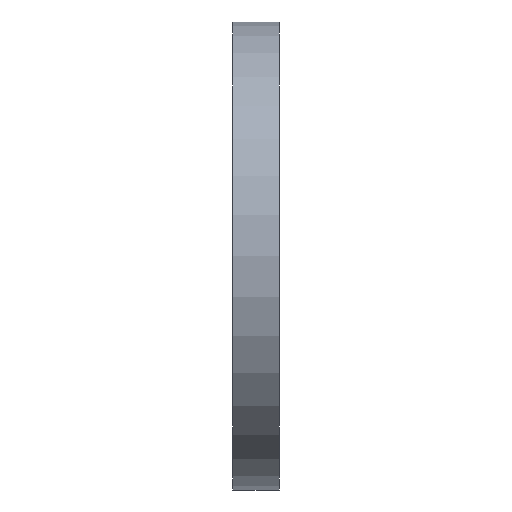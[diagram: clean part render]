
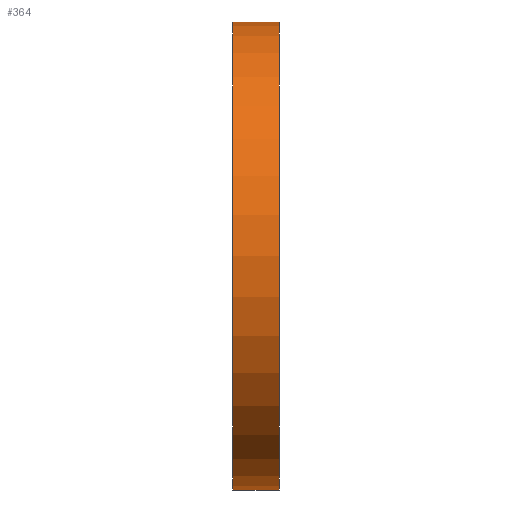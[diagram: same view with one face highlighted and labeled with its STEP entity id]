
A CAD part, left-side view. The second image highlights one B-rep face of the part: STEP entity #364.
In plain terms, the highlighted cylindrical face has radius 110 mm (diameter 220 mm), a partial arc.
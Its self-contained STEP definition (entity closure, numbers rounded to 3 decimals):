
#13 = CARTESIAN_POINT ( 'NONE',  ( 0., 22., 0. ) ) ;
#28 = DIRECTION ( 'NONE',  ( 0., 0., 1. ) ) ;
#66 = CIRCLE ( 'NONE', #307, 110. ) ;
#76 = LINE ( 'NONE', #322, #275 ) ;
#90 = CARTESIAN_POINT ( 'NONE',  ( 0., 0., 110. ) ) ;
#95 = ORIENTED_EDGE ( 'NONE', *, *, #514, .T. ) ;
#218 = AXIS2_PLACEMENT_3D ( 'NONE', #539, #220, #28 ) ;
#220 = DIRECTION ( 'NONE',  ( 0., 1., 0. ) ) ;
#266 = DIRECTION ( 'NONE',  ( 0., 1., 0. ) ) ;
#272 = EDGE_LOOP ( 'NONE', ( #546, #95, #538, #407 ) ) ;
#275 = VECTOR ( 'NONE', #266, 1000. ) ;
#285 = CARTESIAN_POINT ( 'NONE',  ( 0., 34.695, -110. ) ) ;
#306 = CARTESIAN_POINT ( 'NONE',  ( 0., 0., -110. ) ) ;
#307 = AXIS2_PLACEMENT_3D ( 'NONE', #339, #805, #671 ) ;
#313 = EDGE_CURVE ( 'NONE', #793, #340, #653, .T. ) ;
#317 = CARTESIAN_POINT ( 'NONE',  ( 0., 22., -110. ) ) ;
#322 = CARTESIAN_POINT ( 'NONE',  ( 0., 34.695, 110. ) ) ;
#332 = DIRECTION ( 'NONE',  ( 0., 0., 1. ) ) ;
#339 = CARTESIAN_POINT ( 'NONE',  ( 0., 0., 0. ) ) ;
#340 = VERTEX_POINT ( 'NONE', #723 ) ;
#364 = ADVANCED_FACE ( 'NONE', ( #617 ), #403, .T. ) ;
#403 = CYLINDRICAL_SURFACE ( 'NONE', #218, 110. ) ;
#407 = ORIENTED_EDGE ( 'NONE', *, *, #313, .F. ) ;
#426 = AXIS2_PLACEMENT_3D ( 'NONE', #13, #457, #332 ) ;
#457 = DIRECTION ( 'NONE',  ( 0., 1., 0. ) ) ;
#479 = EDGE_CURVE ( 'NONE', #598, #793, #486, .T. ) ;
#482 = DIRECTION ( 'NONE',  ( 0., 1., 0. ) ) ;
#486 = LINE ( 'NONE', #285, #802 ) ;
#514 = EDGE_CURVE ( 'NONE', #598, #527, #66, .T. ) ;
#527 = VERTEX_POINT ( 'NONE', #90 ) ;
#538 = ORIENTED_EDGE ( 'NONE', *, *, #806, .T. ) ;
#539 = CARTESIAN_POINT ( 'NONE',  ( 0., 34.695, 0. ) ) ;
#546 = ORIENTED_EDGE ( 'NONE', *, *, #479, .F. ) ;
#598 = VERTEX_POINT ( 'NONE', #306 ) ;
#617 = FACE_OUTER_BOUND ( 'NONE', #272, .T. ) ;
#653 = CIRCLE ( 'NONE', #426, 110. ) ;
#671 = DIRECTION ( 'NONE',  ( 0., 0., 1. ) ) ;
#723 = CARTESIAN_POINT ( 'NONE',  ( 0., 22., 110. ) ) ;
#793 = VERTEX_POINT ( 'NONE', #317 ) ;
#802 = VECTOR ( 'NONE', #482, 1000. ) ;
#805 = DIRECTION ( 'NONE',  ( 0., 1., 0. ) ) ;
#806 = EDGE_CURVE ( 'NONE', #527, #340, #76, .T. ) ;
